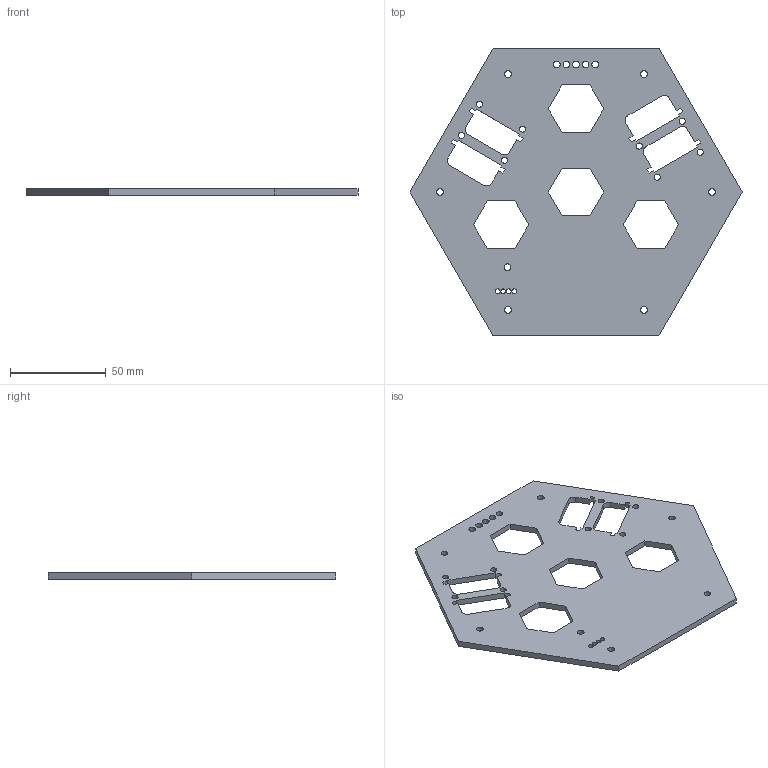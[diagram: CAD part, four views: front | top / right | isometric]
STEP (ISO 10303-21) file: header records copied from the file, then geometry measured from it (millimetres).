
FILE_DESCRIPTION(/* description */ ('Alibre Inc.'),/* implementation_level */ '2;1');
FILE_NAME(/* name */ 'export0',/* time_stamp */ '2015-07-05T23:05:20+12:00',/* author */ (''),/* organization */ (''),/* preprocessor_version */ 'ST-DEVELOPER v14',/* originating_system */ 'Alibre',/* authorisation */ '');
FILE_SCHEMA (('CONFIG_CONTROL_DESIGN'));
Length unit declared in the file: centimetre
Products named in the file (1): PC04a
Bounding box: 173.21 x 150 x 3.17 mm (x, y, z)
Volume: 49710.2 mm3; surface area: 35945 mm2
Topology: 1 solids, 1 shells, 112 faces, 330 edges, 220 vertices
Faces by surface type: plane 80, cylinder 32
Full cylindrical faces by diameter (mm): 2.5 x4, 3.2 x8, 3.5 x12
Entity records: 3603 total; most frequent: ORIENTED_EDGE 612, CARTESIAN_POINT 606, DIRECTION 482, EDGE_CURVE 306, VECTOR 226, LINE 226, VERTEX_POINT 220, EDGE_LOOP 200
